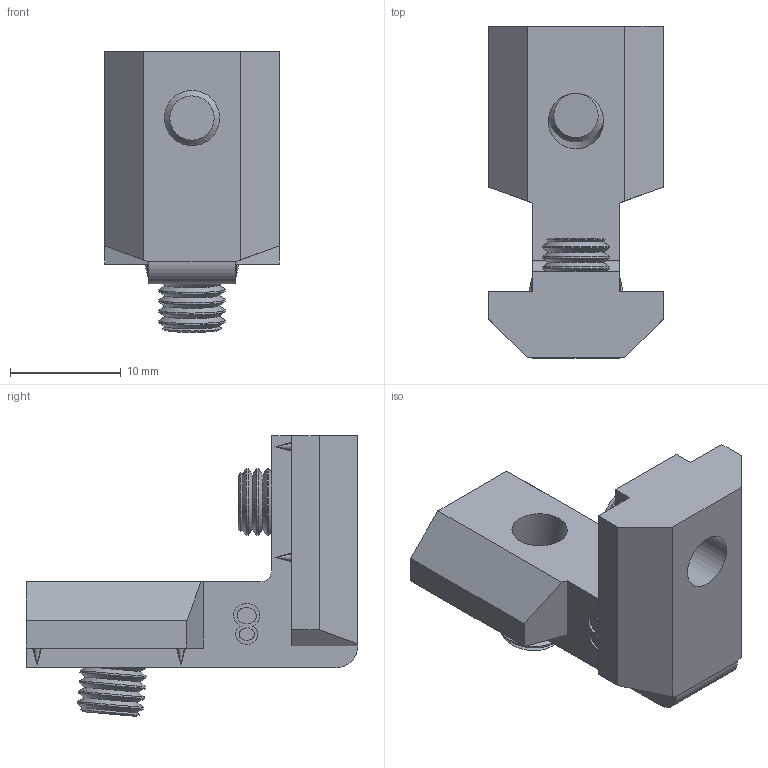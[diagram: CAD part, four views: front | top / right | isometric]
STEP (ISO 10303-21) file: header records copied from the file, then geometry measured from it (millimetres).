
FILE_DESCRIPTION(/* description */ ('Spojovací člen 90° vnitřní M6 - pro drážku 8mm'),/* implementation_level */ '2;1');
FILE_NAME(/* name */ '700435.stp',/* time_stamp */ '2021-10-04T14:19:28+02:00',/* author */ ('Špaček'),/* organization */ ('Alutec K&K'),/* preprocessor_version */ 'ST-DEVELOPER v18.1',/* originating_system */ 'Autodesk Inventor 2021',/* authorisation */ '');
FILE_SCHEMA (('AUTOMOTIVE_DESIGN { 1 0 10303 214 3 1 1 }'));
Length unit declared in the file: millimetre
Products named in the file (3): 700435; 700435_01; 700435_02
Assembly tree (3 placements, depth 2):
  700435
    700435_01
    700435_02  x2
Bounding box: 15.8 x 30 x 25.37 mm (x, y, z)
Volume: 3769.3 mm3; surface area: 2574.7 mm2
Topology: 3 solids, 3 shells, 160 faces, 421 edges, 272 vertices
Faces by surface type: plane 93, cone 36, bspline 17, cylinder 14
Full cylindrical faces by diameter (mm): 5 x2, 6 x10
Entity records: 4767 total; most frequent: CARTESIAN_POINT 1707, ORIENTED_EDGE 644, DIRECTION 568, EDGE_CURVE 322, LINE 226, VECTOR 226, VERTEX_POINT 210, AXIS2_PLACEMENT_3D 171
